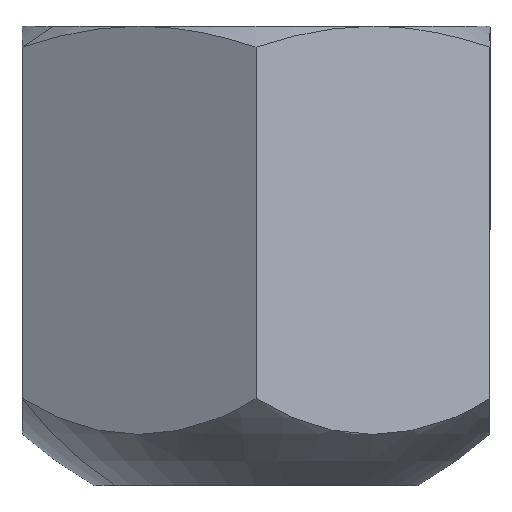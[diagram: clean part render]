
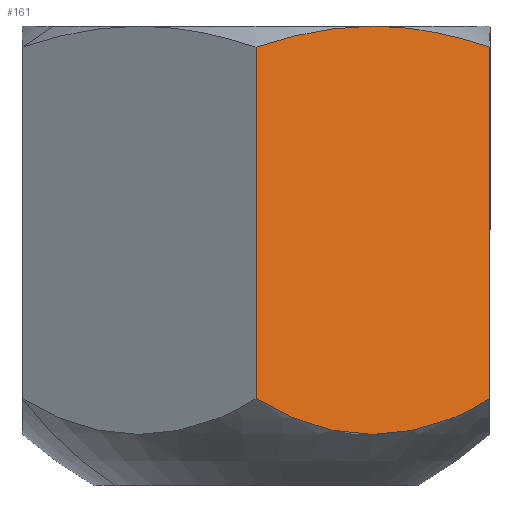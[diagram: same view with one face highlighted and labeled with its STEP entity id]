
A CAD part, front view. The second image highlights one B-rep face of the part: STEP entity #161.
In plain terms, the highlighted planar face has unit normal (0.5, -0.866, 0).
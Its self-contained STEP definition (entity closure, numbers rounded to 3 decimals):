
#161=ADVANCED_FACE('',(#409),#410,.T.);
#163=VERTEX_POINT('',#412);
#167=EDGE_CURVE('',#309,#203,#418,.T.);
#173=EDGE_CURVE('',#247,#163,#424,.T.);
#175=EDGE_CURVE('',#181,#327,#426,.T.);
#181=VERTEX_POINT('',#433);
#193=EDGE_CURVE('',#203,#163,#445,.T.);
#203=VERTEX_POINT('',#456);
#247=VERTEX_POINT('',#503);
#275=EDGE_CURVE('',#247,#181,#535,.T.);
#281=EDGE_CURVE('',#327,#309,#544,.T.);
#309=VERTEX_POINT('',#577);
#327=VERTEX_POINT('',#595);
#409=FACE_OUTER_BOUND('',#678,.T.);
#410=PLANE('',#679);
#412=CARTESIAN_POINT('',(0.,-31.75,51.546));
#418=LINE('',#688,#689);
#424=LINE('',#696,#697);
#426=LINE('',#700,#701);
#433=CARTESIAN_POINT('',(27.496,-15.875,10.264));
#445=(B_SPLINE_CURVE(2,(#727,#728,#729),.UNSPECIFIED.,.F.,.F.)B_SPLINE_CURVE_WITH_KNOTS((3,3),(0.0,19.705),.UNSPECIFIED.)RATIONAL_B_SPLINE_CURVE((1.0,1.083,1.094))BOUNDED_CURVE()REPRESENTATION_ITEM('')GEOMETRIC_REPRESENTATION_ITEM()CURVE());
#456=CARTESIAN_POINT('',(13.358,-24.038,54.0));
#503=CARTESIAN_POINT('',(0.0,-31.75,10.264));
#535=B_SPLINE_CURVE_WITH_KNOTS('',3,(#958,#959,#960,#961,#962,#963,#964,#965,#966,#967,#968,#969,#970,#971,#972,#973,#974,#975,#976,#977,#978,#979,#980),.UNSPECIFIED.,.F.,.F.,(4,2,2,2,2,3,2,2,2,2,4),(-15.727,-14.276,-10.707,-7.138,-3.569,0.0,3.569,7.138,10.707,14.276,15.727),.UNSPECIFIED.);
#544=(B_SPLINE_CURVE(2,(#991,#992,#993),.UNSPECIFIED.,.F.,.F.)B_SPLINE_CURVE_WITH_KNOTS((3,3),(25.591,45.295),.UNSPECIFIED.)RATIONAL_B_SPLINE_CURVE((1.094,1.083,1.0))BOUNDED_CURVE()REPRESENTATION_ITEM('')GEOMETRIC_REPRESENTATION_ITEM()CURVE());
#577=CARTESIAN_POINT('',(14.138,-23.587,54.0));
#595=CARTESIAN_POINT('',(27.496,-15.875,51.546));
#678=EDGE_LOOP('',(#1247,#1248,#1249,#1250,#1251,#1252));
#679=AXIS2_PLACEMENT_3D('',#1253,#1254,#1255);
#688=CARTESIAN_POINT('',(0.0,-31.75,54.0));
#689=VECTOR('',#1276,1.0);
#696=CARTESIAN_POINT('',(0.0,-31.75,0.0));
#697=VECTOR('',#1277,1.0);
#700=CARTESIAN_POINT('',(27.496,-15.875,0.0));
#701=VECTOR('',#1278,1.0);
#727=CARTESIAN_POINT('',(13.358,-24.038,54.0));
#728=CARTESIAN_POINT('',(7.158,-27.617,53.932));
#729=CARTESIAN_POINT('',(0.,-31.75,51.546));
#958=CARTESIAN_POINT('',(0.0,-31.75,10.264));
#959=CARTESIAN_POINT('',(0.389,-31.525,10.012));
#960=CARTESIAN_POINT('',(0.775,-31.303,9.776));
#961=CARTESIAN_POINT('',(2.068,-30.556,9.022));
#962=CARTESIAN_POINT('',(3.055,-29.986,8.518));
#963=CARTESIAN_POINT('',(5.113,-28.798,7.631));
#964=CARTESIAN_POINT('',(6.184,-28.179,7.248));
#965=CARTESIAN_POINT('',(8.359,-26.924,6.635));
#966=CARTESIAN_POINT('',(9.463,-26.287,6.405));
#967=CARTESIAN_POINT('',(11.642,-25.028,6.106));
#968=CARTESIAN_POINT('',(12.718,-24.407,6.037));
#969=CARTESIAN_POINT('',(13.748,-23.813,6.037));
#970=CARTESIAN_POINT('',(14.778,-23.218,6.037));
#971=CARTESIAN_POINT('',(15.854,-22.597,6.106));
#972=CARTESIAN_POINT('',(18.034,-21.338,6.405));
#973=CARTESIAN_POINT('',(19.137,-20.701,6.635));
#974=CARTESIAN_POINT('',(21.312,-19.446,7.248));
#975=CARTESIAN_POINT('',(22.384,-18.827,7.631));
#976=CARTESIAN_POINT('',(24.442,-17.639,8.518));
#977=CARTESIAN_POINT('',(25.428,-17.069,9.022));
#978=CARTESIAN_POINT('',(26.722,-16.322,9.776));
#979=CARTESIAN_POINT('',(27.107,-16.1,10.012));
#980=CARTESIAN_POINT('',(27.496,-15.875,10.264));
#991=CARTESIAN_POINT('',(27.496,-15.875,51.546));
#992=CARTESIAN_POINT('',(20.338,-20.008,53.932));
#993=CARTESIAN_POINT('',(14.138,-23.587,54.0));
#1247=ORIENTED_EDGE('',*,*,#275,.T.);
#1248=ORIENTED_EDGE('',*,*,#175,.T.);
#1249=ORIENTED_EDGE('',*,*,#281,.T.);
#1250=ORIENTED_EDGE('',*,*,#167,.T.);
#1251=ORIENTED_EDGE('',*,*,#193,.T.);
#1252=ORIENTED_EDGE('',*,*,#173,.F.);
#1253=CARTESIAN_POINT('',(27.496,-15.875,0.0));
#1254=DIRECTION('',(0.5,-0.866,0.0));
#1255=DIRECTION('',(0.0,0.0,-1.0));
#1276=DIRECTION('',(-0.866,-0.5,0.0));
#1277=DIRECTION('',(0.0,0.0,1.0));
#1278=DIRECTION('',(0.0,0.0,1.0));
